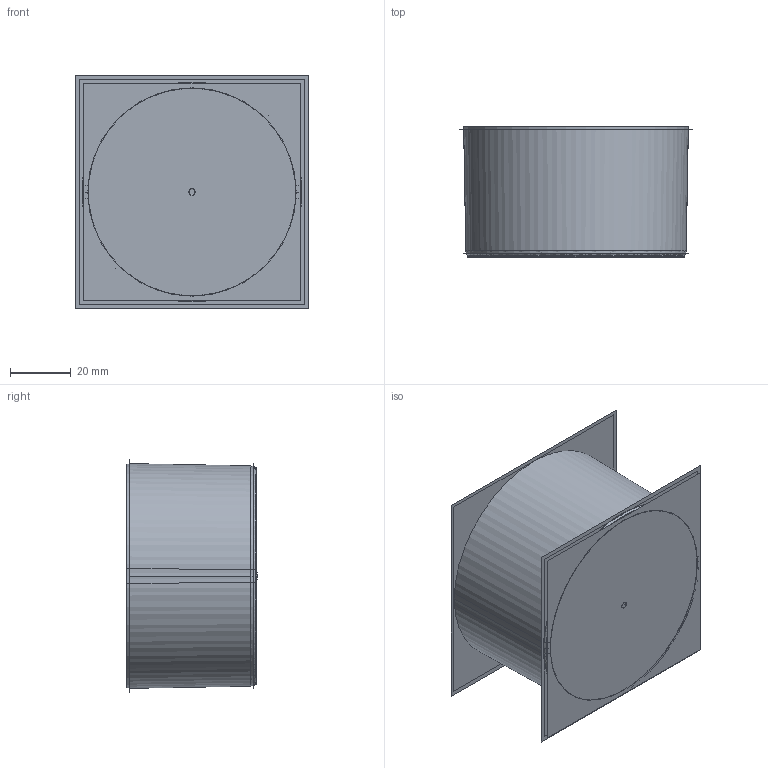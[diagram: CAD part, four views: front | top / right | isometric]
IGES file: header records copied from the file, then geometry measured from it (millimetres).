
Start section:  PTC IGES file: 181635.igs
Global section: file name: 181635.igs; native system: Creo Parametric by Parametric Technology Corporation; preprocessor: 2016010; author: PDMAdmin; organization: Unknown; date: 20160520.091237; units: millimetre
Bounding box: 76.92 x 42.89 x 76.98 mm (x, y, z)
Volume: 180209.5 mm3; surface area: 191645.2 mm2
Topology: 2 solids, 2 shells, 380 faces, 1786 edges, 2182 vertices
Faces by surface type: bspline 236, revolution 144
